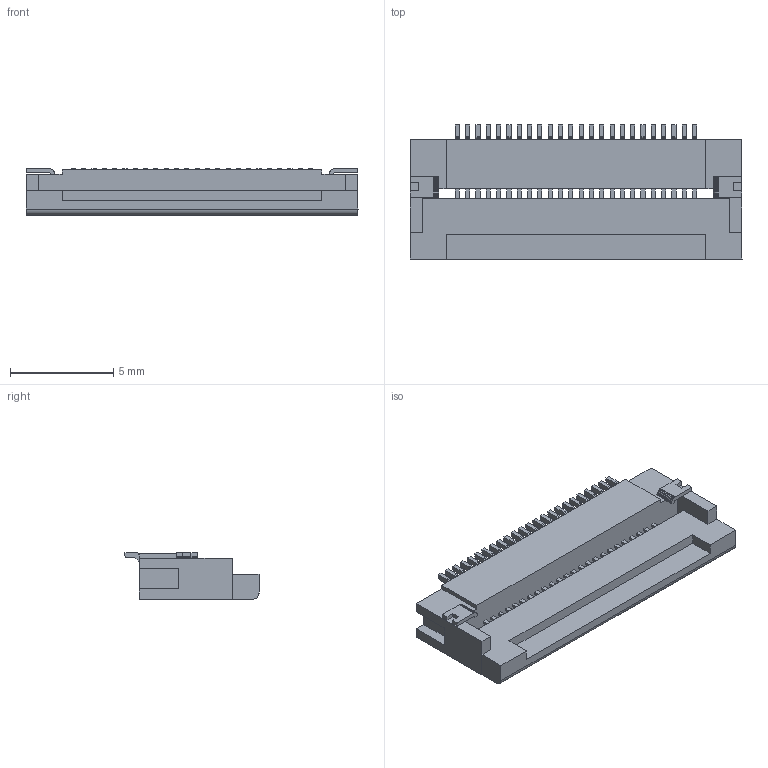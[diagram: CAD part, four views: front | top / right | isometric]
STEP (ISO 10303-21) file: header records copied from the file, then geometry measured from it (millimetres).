
FILE_DESCRIPTION(/* description */ (''),/* implementation_level */ '2;1');
FILE_NAME(/* name */ 'FPC 24pin.stp',/* time_stamp */ '2024-08-21T23:05:18+03:00',/* author */ ('mesla'),/* organization */ (''),/* preprocessor_version */ 'ST-DEVELOPER v18',/* originating_system */ 'Autodesk Inventor 2020',/* authorisation */ '');
FILE_SCHEMA (('AUTOMOTIVE_DESIGN { 1 0 10303 214 3 1 1 }'));
Length unit declared in the file: millimetre
Products named in the file (3): OLED1_ASM; HEADER-FPC-ZIF-SMD-HORIZO-23832; HEADER-FPC-ZIF-SMD-HORIZO-85751
Assembly tree (2 placements, depth 2):
  OLED1_ASM
    HEADER-FPC-ZIF-SMD-HORIZO-23832
    HEADER-FPC-ZIF-SMD-HORIZO-85751
Bounding box: 16.1 x 6.5 x 2.25 mm (x, y, z)
Volume: 121.2 mm3; surface area: 369 mm2
Topology: 2 solids, 2 shells, 801 faces, 2241 edges, 1494 vertices
Faces by surface type: plane 748, cylinder 53
Entity records: 26217 total; most frequent: CARTESIAN_POINT 4541, ORIENTED_EDGE 4482, DIRECTION 3959, EDGE_CURVE 2241, LINE 2135, VECTOR 2135, VERTEX_POINT 1494, AXIS2_PLACEMENT_3D 912
